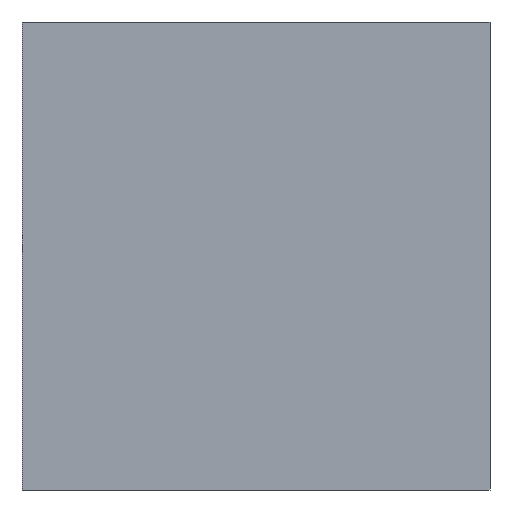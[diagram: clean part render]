
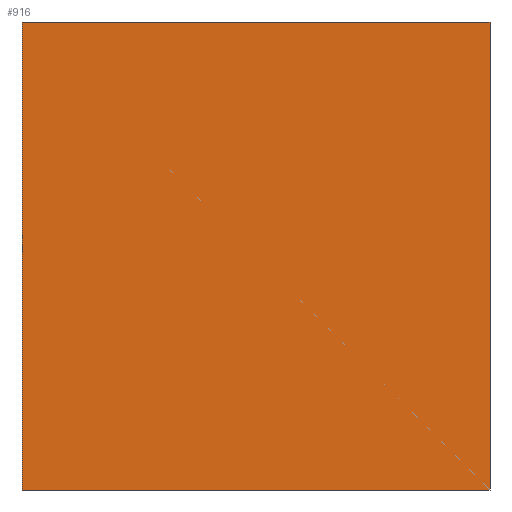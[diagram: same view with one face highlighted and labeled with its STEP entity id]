
A CAD part, front view. The second image highlights one B-rep face of the part: STEP entity #916.
In plain terms, the highlighted free-form (B-spline) face has degree [1, 1] with [2, 2] control points.
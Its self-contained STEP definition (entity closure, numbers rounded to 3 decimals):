
#807=CARTESIAN_POINT('V16',(-63.5,-190.5,
   -63.5));
#808=VERTEX_POINT('V16',#807);
#814=CARTESIAN_POINT('V15',(63.5,-190.5,
   -63.5));
#815=VERTEX_POINT('V15',#814);
#816=CARTESIAN_POINT('E21',(63.5,-190.5,
   -63.5));
#817=CARTESIAN_POINT('E21',(-63.5,-190.5,
   -63.5));
#818=QUASI_UNIFORM_CURVE('E21',1,(#816,#817),.POLYLINE_FORM.,.F.,.U.
   );
#819=EDGE_CURVE('E21',#815,#808,#818,.T.);
#842=CARTESIAN_POINT('V12',(63.5,-190.5,
   63.5));
#843=VERTEX_POINT('V12',#842);
#844=CARTESIAN_POINT('E38',(63.5,-190.5,
   63.5));
#845=CARTESIAN_POINT('E38',(63.5,-190.5,
   -63.5));
#846=QUASI_UNIFORM_CURVE('E38',1,(#844,#845),.POLYLINE_FORM.,.F.,.U.
   );
#847=EDGE_CURVE('E38',#843,#815,#846,.T.);
#870=CARTESIAN_POINT('V11',(-63.5,-190.5,
   63.5));
#871=VERTEX_POINT('V11',#870);
#872=CARTESIAN_POINT('E13',(-63.5,-190.5,
   63.5));
#873=CARTESIAN_POINT('E13',(63.5,-190.5,
   63.5));
#874=QUASI_UNIFORM_CURVE('E13',1,(#872,#873),.POLYLINE_FORM.,.F.,.U.
   );
#875=EDGE_CURVE('E13',#871,#843,#874,.T.);
#896=CARTESIAN_POINT('E30',(-63.5,-190.5,
   -63.5));
#897=CARTESIAN_POINT('E30',(-63.5,-190.5,
   63.5));
#898=QUASI_UNIFORM_CURVE('E30',1,(#896,#897),.POLYLINE_FORM.,.F.,.U.
   );
#899=EDGE_CURVE('E30',#808,#871,#898,.T.);
#905=CARTESIAN_POINT('F16',(-63.5,-190.5,
   63.5));
#906=CARTESIAN_POINT('F16',(-63.5,-190.5,
   -63.5));
#907=CARTESIAN_POINT('F16',(63.5,-190.5,
   63.5));
#908=CARTESIAN_POINT('F16',(63.5,-190.5,
   -63.5));
#909=QUASI_UNIFORM_SURFACE('F16',1,1,((#905,#907),(#906,#908)),
   .PLANE_SURF.,.F.,.F.,.U.);
#910=ORIENTED_EDGE('E30',*,*,#899,.T.);
#911=ORIENTED_EDGE('E13',*,*,#875,.T.);
#912=ORIENTED_EDGE('E38',*,*,#847,.T.);
#913=ORIENTED_EDGE('E21',*,*,#819,.T.);
#914=EDGE_LOOP('F16',(#910,#911,#912,#913));
#915=FACE_OUTER_BOUND('F16',#914,.F.);
#916=ADVANCED_FACE('F16',(#915),#909,.T.);
